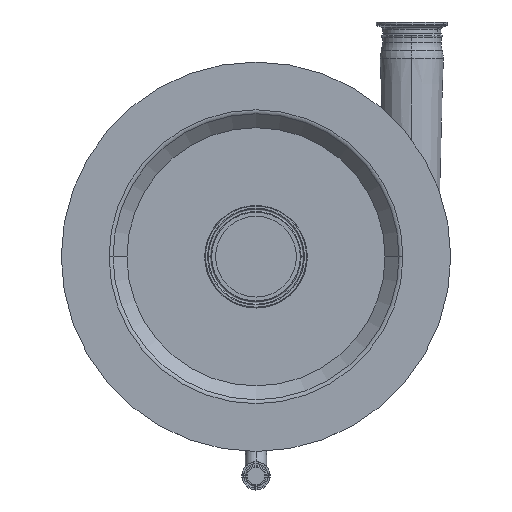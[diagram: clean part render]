
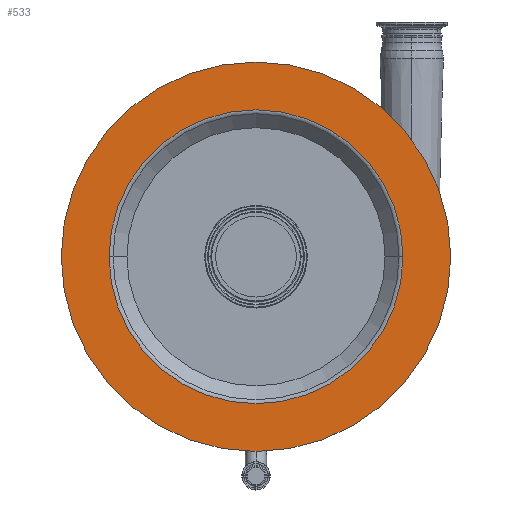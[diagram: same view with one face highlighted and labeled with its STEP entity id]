
A CAD part, top view. The second image highlights one B-rep face of the part: STEP entity #533.
In plain terms, the highlighted planar face has unit normal (0, 0, 1).
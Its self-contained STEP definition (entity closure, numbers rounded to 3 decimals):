
#533 = ADVANCED_FACE ( 'NONE', ( #6581, #5044 ), #1899, .F. ) ;
#784 = DIRECTION ( 'NONE',  ( 0., 0., -1. ) ) ;
#1294 = CIRCLE ( 'NONE', #10884, 132.071 ) ;
#1825 = VERTEX_POINT ( 'NONE', #14638 ) ;
#1899 = PLANE ( 'NONE',  #15257 ) ;
#2652 = ORIENTED_EDGE ( 'NONE', *, *, #11413, .T. ) ;
#2958 = DIRECTION ( 'NONE',  ( 0., 0., -1. ) ) ;
#4660 = EDGE_LOOP ( 'NONE', ( #19826, #11775 ) ) ;
#4842 = DIRECTION ( 'NONE',  ( 0., 0., -1. ) ) ;
#5044 = FACE_OUTER_BOUND ( 'NONE', #4660, .T. ) ;
#6165 = EDGE_LOOP ( 'NONE', ( #9572, #2652 ) ) ;
#6190 = VERTEX_POINT ( 'NONE', #14760 ) ;
#6581 = FACE_BOUND ( 'NONE', #6165, .T. ) ;
#7555 = VERTEX_POINT ( 'NONE', #17767 ) ;
#8235 = CARTESIAN_POINT ( 'NONE',  ( 0., 175., 67. ) ) ;
#8697 = AXIS2_PLACEMENT_3D ( 'NONE', #8876, #2958, #15142 ) ;
#8876 = CARTESIAN_POINT ( 'NONE',  ( 0., 0., 67. ) ) ;
#9221 = EDGE_CURVE ( 'NONE', #1825, #7555, #20010, .T. ) ;
#9374 = CARTESIAN_POINT ( 'NONE',  ( 132.071, 0., 67. ) ) ;
#9572 = ORIENTED_EDGE ( 'NONE', *, *, #19063, .T. ) ;
#9967 = CARTESIAN_POINT ( 'NONE',  ( 0., 0., 67. ) ) ;
#10884 = AXIS2_PLACEMENT_3D ( 'NONE', #9967, #17694, #19205 ) ;
#11413 = EDGE_CURVE ( 'NONE', #14881, #6190, #1294, .T. ) ;
#11775 = ORIENTED_EDGE ( 'NONE', *, *, #13732, .F. ) ;
#12666 = DIRECTION ( 'NONE',  ( 0., 0., -1. ) ) ;
#12677 = DIRECTION ( 'NONE',  ( -1., 0., 0. ) ) ;
#13241 = CIRCLE ( 'NONE', #8697, 132.071 ) ;
#13603 = CARTESIAN_POINT ( 'NONE',  ( 0., 0., 67. ) ) ;
#13732 = EDGE_CURVE ( 'NONE', #7555, #1825, #15191, .T. ) ;
#14638 = CARTESIAN_POINT ( 'NONE',  ( -175., 0., 67. ) ) ;
#14760 = CARTESIAN_POINT ( 'NONE',  ( -132.071, 0., 67. ) ) ;
#14881 = VERTEX_POINT ( 'NONE', #9374 ) ;
#15142 = DIRECTION ( 'NONE',  ( -1., 0., 0. ) ) ;
#15191 = CIRCLE ( 'NONE', #20109, 175. ) ;
#15257 = AXIS2_PLACEMENT_3D ( 'NONE', #8235, #12666, #18942 ) ;
#17694 = DIRECTION ( 'NONE',  ( 0., 0., -1. ) ) ;
#17767 = CARTESIAN_POINT ( 'NONE',  ( 175., 0., 67. ) ) ;
#18047 = DIRECTION ( 'NONE',  ( -1., 0., 0. ) ) ;
#18736 = AXIS2_PLACEMENT_3D ( 'NONE', #18847, #4842, #12677 ) ;
#18847 = CARTESIAN_POINT ( 'NONE',  ( 0., 0., 67. ) ) ;
#18942 = DIRECTION ( 'NONE',  ( -1., 0., 0. ) ) ;
#19063 = EDGE_CURVE ( 'NONE', #6190, #14881, #13241, .T. ) ;
#19205 = DIRECTION ( 'NONE',  ( -1., 0., 0. ) ) ;
#19826 = ORIENTED_EDGE ( 'NONE', *, *, #9221, .F. ) ;
#20010 = CIRCLE ( 'NONE', #18736, 175. ) ;
#20109 = AXIS2_PLACEMENT_3D ( 'NONE', #13603, #784, #18047 ) ;
